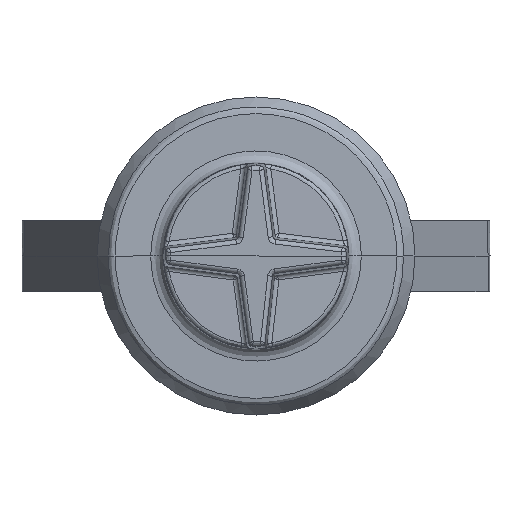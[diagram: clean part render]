
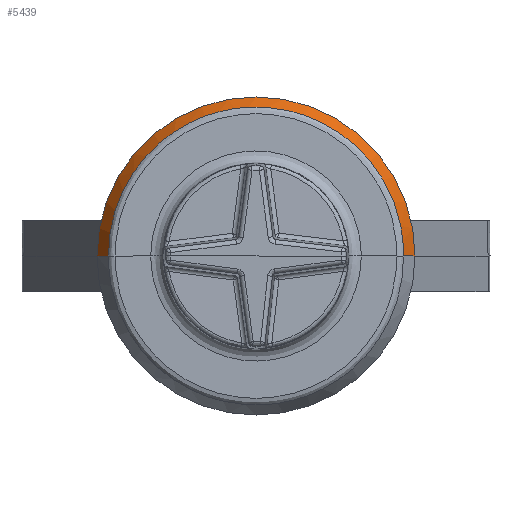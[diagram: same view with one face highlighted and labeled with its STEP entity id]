
A CAD part, left-side view. The second image highlights one B-rep face of the part: STEP entity #5439.
In plain terms, the highlighted conical face has half-angle 30 degrees and reference radius 10.16 mm.
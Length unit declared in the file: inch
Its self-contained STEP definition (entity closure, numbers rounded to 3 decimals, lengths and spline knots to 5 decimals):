
#36 = CARTESIAN_POINT ( 'NONE',  ( -0.2018, 0.4, 0. ) ) ;
#56 = CARTESIAN_POINT ( 'NONE',  ( -0.25143, -0.37135, 0.03122 ) ) ;
#226 = CARTESIAN_POINT ( 'NONE',  ( -0.24678, 0.19391, 0.32065 ) ) ;
#302 = VERTEX_POINT ( 'NONE', #3629 ) ;
#346 = CARTESIAN_POINT ( 'NONE',  ( -0.25195, 0.37105, 0. ) ) ;
#351 = CARTESIAN_POINT ( 'NONE',  ( -0.25195, -0.37105, 0. ) ) ;
#426 = VERTEX_POINT ( 'NONE', #5928 ) ;
#472 = CARTESIAN_POINT ( 'NONE',  ( -0.24961, 0.34361, 0.14627 ) ) ;
#506 = CARTESIAN_POINT ( 'NONE',  ( -0.25094, 0.36767, 0.06168 ) ) ;
#918 = EDGE_CURVE ( 'NONE', #1081, #426, #3101, .T. ) ;
#1019 = ORIENTED_EDGE ( 'NONE', *, *, #5243, .F. ) ;
#1081 = VERTEX_POINT ( 'NONE', #346 ) ;
#1284 = CIRCLE ( 'NONE', #4600, 0.4 ) ;
#1581 = DIRECTION ( 'NONE',  ( 0., 0., 1. ) ) ;
#1612 = CARTESIAN_POINT ( 'NONE',  ( -0.24961, -0.34366, 0.14614 ) ) ;
#1762 = ORIENTED_EDGE ( 'NONE', *, *, #5651, .T. ) ;
#1856 = CARTESIAN_POINT ( 'NONE',  ( -0.24584, -0.07394, 0.3696 ) ) ;
#1918 = CARTESIAN_POINT ( 'NONE',  ( -0.24701, -0.21408, 0.30752 ) ) ;
#2093 = VECTOR ( 'NONE', #4532, 39.37008 ) ;
#2117 = CARTESIAN_POINT ( 'NONE',  ( -0.25094, -0.36767, 0.06162 ) ) ;
#2130 = CARTESIAN_POINT ( 'NONE',  ( -0.2457, 0.03467, 0.37468 ) ) ;
#2245 = VECTOR ( 'NONE', #6472, 39.37008 ) ;
#2312 = VERTEX_POINT ( 'NONE', #6135 ) ;
#2334 = CARTESIAN_POINT ( 'NONE',  ( -0.24883, 0.31839, 0.19602 ) ) ;
#2358 = ORIENTED_EDGE ( 'NONE', *, *, #2792, .F. ) ;
#2405 = CARTESIAN_POINT ( 'NONE',  ( -0.24623, -0.13385, 0.35023 ) ) ;
#2598 = AXIS2_PLACEMENT_3D ( 'NONE', #5144, #4626, #6242 ) ;
#2686 = CARTESIAN_POINT ( 'NONE',  ( -0.24571, -0.03529, 0.37462 ) ) ;
#2792 = EDGE_CURVE ( 'NONE', #1081, #4834, #5109, .T. ) ;
#2841 = CARTESIAN_POINT ( 'NONE',  ( -0.24847, 0.30336, 0.2187 ) ) ;
#3009 = DIRECTION ( 'NONE',  ( 0., 0., 1. ) ) ;
#3101 = B_SPLINE_CURVE_WITH_KNOTS ( 'NONE', 3,
 ( #6326, #6359, #506, #4764, #472, #2334, #2841, #6565, #4406, #3380, #226, #4793, #4242, #5336, #2130, #2686, #1856, #2405, #5544, #5125, #1918, #3766, #5821, #3381, #5231, #1612, #6388, #2117, #56, #351 ),
 .UNSPECIFIED., .F., .F.,
 ( 4, 2, 2, 2, 2, 2, 2, 2, 2, 2, 2, 2, 2, 2, 4 ),
 ( 0., 0.0625, 0.125, 0.1875, 0.25, 0.3125, 0.375, 0.5, 0.625, 0.6875, 0.75, 0.8125, 0.875, 0.9375, 1. ),
 .UNSPECIFIED. ) ;
#3380 = CARTESIAN_POINT ( 'NONE',  ( -0.247, 0.2138, 0.30772 ) ) ;
#3381 = CARTESIAN_POINT ( 'NONE',  ( -0.24847, -0.30348, 0.21853 ) ) ;
#3533 = DIRECTION ( 'NONE',  ( 1., 0., 0. ) ) ;
#3629 = CARTESIAN_POINT ( 'NONE',  ( -0.2018, -0.4, 0. ) ) ;
#3692 = DIRECTION ( 'NONE',  ( 1., 0., 0. ) ) ;
#3766 = CARTESIAN_POINT ( 'NONE',  ( -0.24753, -0.25211, 0.27679 ) ) ;
#4242 = CARTESIAN_POINT ( 'NONE',  ( -0.24622, 0.13343, 0.35039 ) ) ;
#4406 = CARTESIAN_POINT ( 'NONE',  ( -0.24752, 0.2519, 0.27699 ) ) ;
#4532 = DIRECTION ( 'NONE',  ( 0.866, 0.5, 0. ) ) ;
#4584 = CARTESIAN_POINT ( 'NONE',  ( -0.2018, 0., 0. ) ) ;
#4600 = AXIS2_PLACEMENT_3D ( 'NONE', #6337, #3692, #1581 ) ;
#4626 = DIRECTION ( 'NONE',  ( 1., 0., 0. ) ) ;
#4738 = FACE_OUTER_BOUND ( 'NONE', #6071, .T. ) ;
#4764 = CARTESIAN_POINT ( 'NONE',  ( -0.25003, 0.35379, 0.11919 ) ) ;
#4793 = CARTESIAN_POINT ( 'NONE',  ( -0.24639, 0.15373, 0.34199 ) ) ;
#4833 = CIRCLE ( 'NONE', #6207, 0.4 ) ;
#4834 = VERTEX_POINT ( 'NONE', #36 ) ;
#5109 = LINE ( 'NONE', #6709, #2093 ) ;
#5125 = CARTESIAN_POINT ( 'NONE',  ( -0.24678, -0.19422, 0.32046 ) ) ;
#5144 = CARTESIAN_POINT ( 'NONE',  ( -0.2018, 0., 0. ) ) ;
#5231 = CARTESIAN_POINT ( 'NONE',  ( -0.24883, -0.31848, 0.19587 ) ) ;
#5243 = EDGE_CURVE ( 'NONE', #2312, #302, #4833, .T. ) ;
#5336 = CARTESIAN_POINT ( 'NONE',  ( -0.24583, 0.07343, 0.36971 ) ) ;
#5398 = CARTESIAN_POINT ( 'NONE',  ( -0.2018, -0.4, 0. ) ) ;
#5406 = ORIENTED_EDGE ( 'NONE', *, *, #918, .T. ) ;
#5439 = ADVANCED_FACE ( 'NONE', ( #4738 ), #6500, .T. ) ;
#5544 = CARTESIAN_POINT ( 'NONE',  ( -0.24639, -0.15411, 0.34181 ) ) ;
#5651 = EDGE_CURVE ( 'NONE', #426, #302, #5924, .T. ) ;
#5821 = CARTESIAN_POINT ( 'NONE',  ( -0.24782, -0.27029, 0.25899 ) ) ;
#5924 = LINE ( 'NONE', #5398, #2245 ) ;
#5928 = CARTESIAN_POINT ( 'NONE',  ( -0.25195, -0.37105, 0. ) ) ;
#6012 = ORIENTED_EDGE ( 'NONE', *, *, #6643, .F. ) ;
#6071 = EDGE_LOOP ( 'NONE', ( #5406, #1762, #1019, #6012, #2358 ) ) ;
#6135 = CARTESIAN_POINT ( 'NONE',  ( -0.2018, 0., 0.4 ) ) ;
#6207 = AXIS2_PLACEMENT_3D ( 'NONE', #4584, #3533, #3009 ) ;
#6242 = DIRECTION ( 'NONE',  ( 0., 1., 0. ) ) ;
#6326 = CARTESIAN_POINT ( 'NONE',  ( -0.25195, 0.37105, 0. ) ) ;
#6337 = CARTESIAN_POINT ( 'NONE',  ( -0.2018, 0., 0. ) ) ;
#6359 = CARTESIAN_POINT ( 'NONE',  ( -0.25143, 0.37135, 0.03125 ) ) ;
#6388 = CARTESIAN_POINT ( 'NONE',  ( -0.25003, -0.35382, 0.11908 ) ) ;
#6472 = DIRECTION ( 'NONE',  ( 0.866, -0.5, 0. ) ) ;
#6500 = CONICAL_SURFACE ( 'NONE', #2598, 0.4, 0.524 ) ;
#6565 = CARTESIAN_POINT ( 'NONE',  ( -0.24782, 0.27011, 0.25918 ) ) ;
#6643 = EDGE_CURVE ( 'NONE', #4834, #2312, #1284, .T. ) ;
#6709 = CARTESIAN_POINT ( 'NONE',  ( -0.2018, 0.4, 0. ) ) ;
